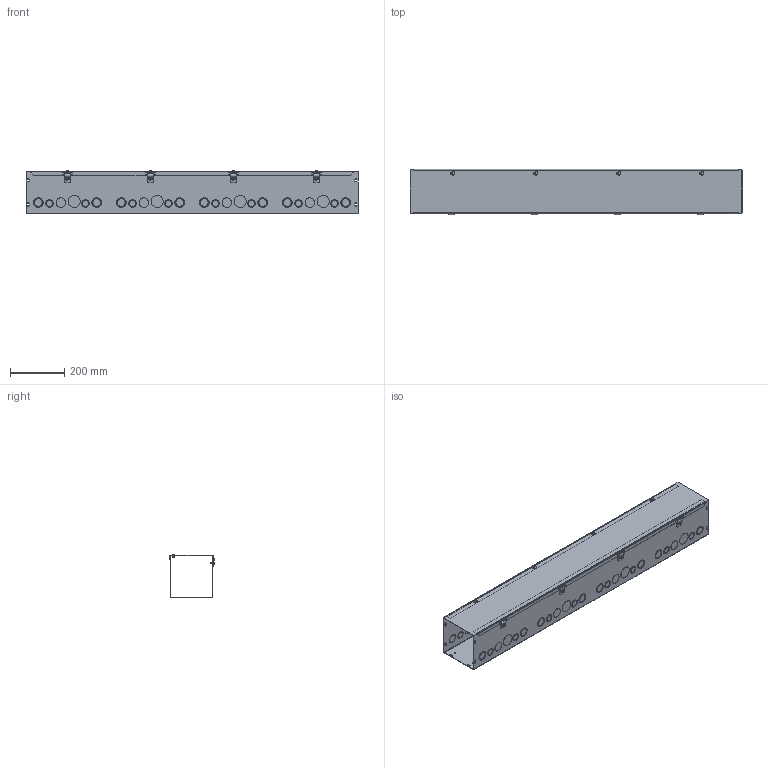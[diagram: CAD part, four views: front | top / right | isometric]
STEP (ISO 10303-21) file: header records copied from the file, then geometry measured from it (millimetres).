
FILE_DESCRIPTION(/* description */ ('HS_BLR 6X6X48'),/* implementation_level */ '2;1');
FILE_NAME(/* name */ 'HS664.stp',/* time_stamp */ '2017-06-12T12:16:16+06:00',/* author */ ('vdas'),/* organization */ (''),/* preprocessor_version */ 'ST-DEVELOPER v16.1',/* originating_system */ 'Autodesk Inventor 2016',/* authorisation */ '');
FILE_SCHEMA (('AUTOMOTIVE_DESIGN { 1 0 10303 214 3 1 1 }'));
Length unit declared in the file: inch
Products named in the file (5): HS664BLR; HS664LID; 372141; 31816; HS664
Assembly tree (14 placements, depth 2):
  HS664
    HS664BLR
    HS664LID
    372141  x8
    31816  x4
Bounding box: 1219.2 x 165.54 x 160.59 mm (x, y, z)
Volume: 1343926.8 mm3; surface area: 1682841.1 mm2
Topology: 14 solids, 14 shells, 1147 faces, 2685 edges, 1654 vertices
Faces by surface type: plane 535, cylinder 280, cone 216, torus 104, bspline 12
Full cylindrical faces by diameter (mm): 4.089 x8, 4.595 x64, 6.35 x4, 7.938 x8, 22.225 x16, 28.575 x32, 34.925 x24, 44.45 x8
Entity records: 14534 total; most frequent: CARTESIAN_POINT 2734, DIRECTION 2383, ORIENTED_EDGE 2038, EDGE_CURVE 1019, AXIS2_PLACEMENT_3D 895, EDGE_LOOP 803, VERTEX_POINT 736, LINE 593
